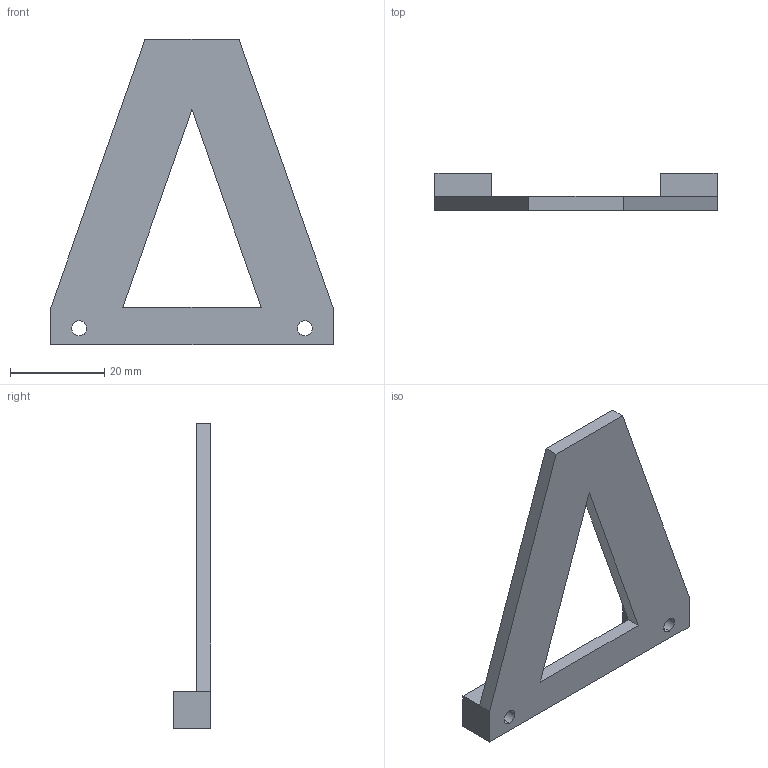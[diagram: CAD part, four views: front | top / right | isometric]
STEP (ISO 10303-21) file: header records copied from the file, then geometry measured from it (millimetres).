
FILE_DESCRIPTION (( 'STEP AP203' ), '1' );
FILE_NAME ('FrontWingV2.STEP', '2025-09-01T21:29:25', ( '' ), ( '' ), 'SwSTEP 2.0', 'SolidWorks 2023', '' );
FILE_SCHEMA (( 'CONFIG_CONTROL_DESIGN' ));
Length unit declared in the file: millimetre
Products named in the file (1): FrontWingV2
Bounding box: 60 x 8 x 65 mm (x, y, z)
Volume: 7254.5 mm3; surface area: 5816.7 mm2
Topology: 1 solids, 1 shells, 21 faces, 55 edges, 36 vertices
Faces by surface type: plane 17, cylinder 4
Entity records: 730 total; most frequent: CARTESIAN_POINT 113, ORIENTED_EDGE 110, DIRECTION 107, EDGE_CURVE 55, VECTOR 47, LINE 47, VERTEX_POINT 36, AXIS2_PLACEMENT_3D 30
